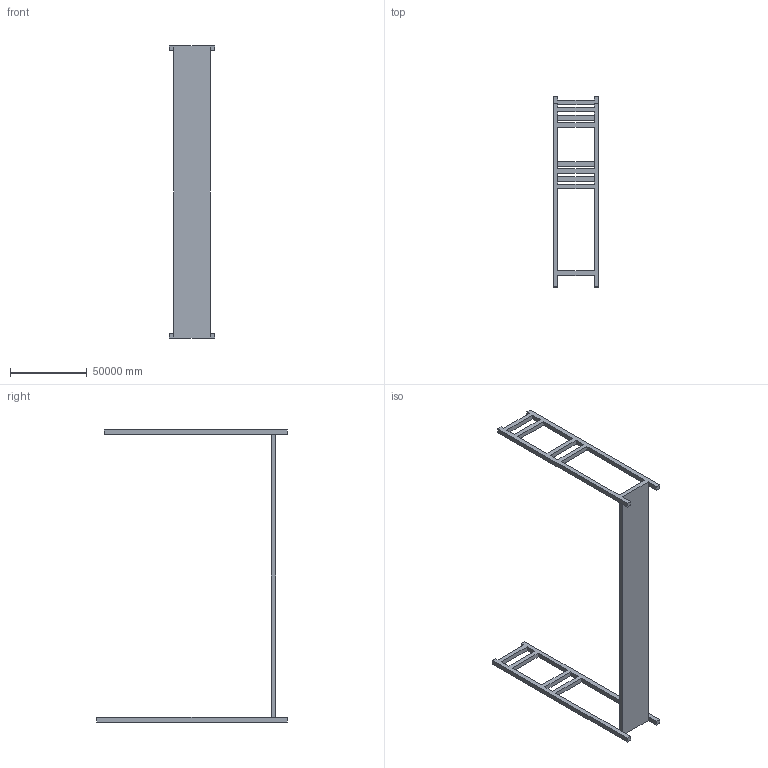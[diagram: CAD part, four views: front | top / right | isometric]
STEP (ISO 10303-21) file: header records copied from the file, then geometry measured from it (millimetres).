
FILE_DESCRIPTION(/* description */ (''),/* implementation_level */ '2;1');
FILE_NAME(/* name */ 'koprudeneme.stp',/* time_stamp */ '2021-01-15T19:52:18+03:00',/* author */ (''),/* organization */ (''),/* preprocessor_version */ 'ST-DEVELOPER v16.7',/* originating_system */ 'SIEMENS PLM Software NX 1859',/* authorisation */ '');
FILE_SCHEMA (('AUTOMOTIVE_DESIGN { 1 0 10303 214 3 1 1 1 }'));
Length unit declared in the file: millimetre
Products named in the file (1): model1
Bounding box: 29800 x 124100 x 190000 mm (x, y, z)
Volume: 19657200000001.6 mm3; surface area: 18304400000 mm2
Topology: 1 solids, 1 shells, 60 faces, 172 edges, 112 vertices
Faces by surface type: plane 60
Entity records: 1968 total; most frequent: CARTESIAN_POINT 345, ORIENTED_EDGE 344, DIRECTION 294, EDGE_CURVE 172, LINE 172, VECTOR 172, VERTEX_POINT 112, EDGE_LOOP 74
